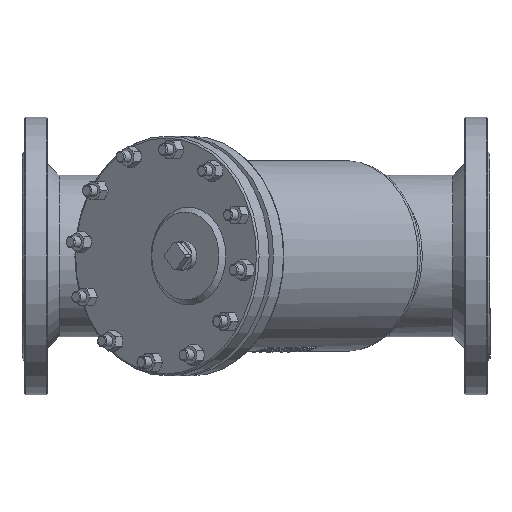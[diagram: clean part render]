
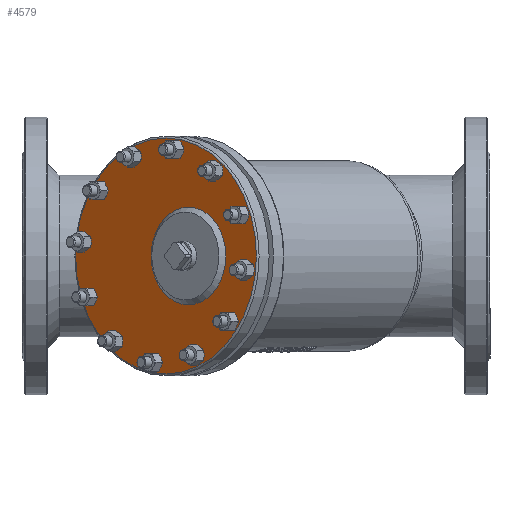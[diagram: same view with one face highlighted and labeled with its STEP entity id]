
A CAD part, front view. The second image highlights one B-rep face of the part: STEP entity #4579.
In plain terms, the highlighted planar face has unit normal (-0.643, -0.766, 0).
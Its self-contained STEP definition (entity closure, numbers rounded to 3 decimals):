
#159=FACE_BOUND('',#902,.T.);
#160=FACE_BOUND('',#903,.T.);
#161=FACE_BOUND('',#904,.T.);
#162=FACE_BOUND('',#905,.T.);
#163=FACE_BOUND('',#906,.T.);
#164=FACE_BOUND('',#907,.T.);
#165=FACE_BOUND('',#908,.T.);
#166=FACE_BOUND('',#909,.T.);
#167=FACE_BOUND('',#910,.T.);
#168=FACE_BOUND('',#911,.T.);
#169=FACE_BOUND('',#912,.T.);
#170=FACE_BOUND('',#913,.T.);
#171=FACE_BOUND('',#914,.T.);
#387=PLANE('',#4989);
#637=FACE_OUTER_BOUND('',#901,.T.);
#901=EDGE_LOOP('',(#3401));
#902=EDGE_LOOP('',(#3402));
#903=EDGE_LOOP('',(#3403));
#904=EDGE_LOOP('',(#3404));
#905=EDGE_LOOP('',(#3405));
#906=EDGE_LOOP('',(#3406));
#907=EDGE_LOOP('',(#3407));
#908=EDGE_LOOP('',(#3408));
#909=EDGE_LOOP('',(#3409));
#910=EDGE_LOOP('',(#3410));
#911=EDGE_LOOP('',(#3411));
#912=EDGE_LOOP('',(#3412));
#913=EDGE_LOOP('',(#3413));
#914=EDGE_LOOP('',(#3414));
#1531=CIRCLE('',#4983,121.);
#1536=CIRCLE('',#4990,6.);
#1537=CIRCLE('',#4991,6.);
#1538=CIRCLE('',#4992,6.);
#1539=CIRCLE('',#4993,6.);
#1540=CIRCLE('',#4994,6.);
#1541=CIRCLE('',#4995,6.);
#1542=CIRCLE('',#4996,6.);
#1543=CIRCLE('',#4997,6.);
#1544=CIRCLE('',#4998,6.);
#1545=CIRCLE('',#4999,6.);
#1546=CIRCLE('',#5000,6.);
#1547=CIRCLE('',#5001,6.);
#1548=CIRCLE('',#5002,50.);
#1955=VERTEX_POINT('',#8682);
#1959=VERTEX_POINT('',#8694);
#1960=VERTEX_POINT('',#8696);
#1961=VERTEX_POINT('',#8698);
#1962=VERTEX_POINT('',#8700);
#1963=VERTEX_POINT('',#8702);
#1964=VERTEX_POINT('',#8704);
#1965=VERTEX_POINT('',#8706);
#1966=VERTEX_POINT('',#8708);
#1967=VERTEX_POINT('',#8710);
#1968=VERTEX_POINT('',#8712);
#1969=VERTEX_POINT('',#8714);
#1970=VERTEX_POINT('',#8716);
#1971=VERTEX_POINT('',#8718);
#2475=EDGE_CURVE('',#1955,#1955,#1531,.T.);
#2481=EDGE_CURVE('',#1959,#1959,#1536,.T.);
#2482=EDGE_CURVE('',#1960,#1960,#1537,.T.);
#2483=EDGE_CURVE('',#1961,#1961,#1538,.T.);
#2484=EDGE_CURVE('',#1962,#1962,#1539,.T.);
#2485=EDGE_CURVE('',#1963,#1963,#1540,.T.);
#2486=EDGE_CURVE('',#1964,#1964,#1541,.T.);
#2487=EDGE_CURVE('',#1965,#1965,#1542,.T.);
#2488=EDGE_CURVE('',#1966,#1966,#1543,.T.);
#2489=EDGE_CURVE('',#1967,#1967,#1544,.T.);
#2490=EDGE_CURVE('',#1968,#1968,#1545,.T.);
#2491=EDGE_CURVE('',#1969,#1969,#1546,.T.);
#2492=EDGE_CURVE('',#1970,#1970,#1547,.T.);
#2493=EDGE_CURVE('',#1971,#1971,#1548,.T.);
#3401=ORIENTED_EDGE('',*,*,#2475,.F.);
#3402=ORIENTED_EDGE('',*,*,#2481,.T.);
#3403=ORIENTED_EDGE('',*,*,#2482,.T.);
#3404=ORIENTED_EDGE('',*,*,#2483,.T.);
#3405=ORIENTED_EDGE('',*,*,#2484,.T.);
#3406=ORIENTED_EDGE('',*,*,#2485,.T.);
#3407=ORIENTED_EDGE('',*,*,#2486,.T.);
#3408=ORIENTED_EDGE('',*,*,#2487,.T.);
#3409=ORIENTED_EDGE('',*,*,#2488,.T.);
#3410=ORIENTED_EDGE('',*,*,#2489,.T.);
#3411=ORIENTED_EDGE('',*,*,#2490,.T.);
#3412=ORIENTED_EDGE('',*,*,#2491,.T.);
#3413=ORIENTED_EDGE('',*,*,#2492,.T.);
#3414=ORIENTED_EDGE('',*,*,#2493,.T.);
#4579=ADVANCED_FACE('',(#637,#159,#160,#161,#162,#163,#164,#165,#166,#167,
#168,#169,#170,#171),#387,.T.);
#4983=AXIS2_PLACEMENT_3D('',#8683,#5889,#5890);
#4989=AXIS2_PLACEMENT_3D('',#8693,#5902,#5903);
#4990=AXIS2_PLACEMENT_3D('',#8695,#5904,#5905);
#4991=AXIS2_PLACEMENT_3D('',#8697,#5906,#5907);
#4992=AXIS2_PLACEMENT_3D('',#8699,#5908,#5909);
#4993=AXIS2_PLACEMENT_3D('',#8701,#5910,#5911);
#4994=AXIS2_PLACEMENT_3D('',#8703,#5912,#5913);
#4995=AXIS2_PLACEMENT_3D('',#8705,#5914,#5915);
#4996=AXIS2_PLACEMENT_3D('',#8707,#5916,#5917);
#4997=AXIS2_PLACEMENT_3D('',#8709,#5918,#5919);
#4998=AXIS2_PLACEMENT_3D('',#8711,#5920,#5921);
#4999=AXIS2_PLACEMENT_3D('',#8713,#5922,#5923);
#5000=AXIS2_PLACEMENT_3D('',#8715,#5924,#5925);
#5001=AXIS2_PLACEMENT_3D('',#8717,#5926,#5927);
#5002=AXIS2_PLACEMENT_3D('',#8719,#5928,#5929);
#5889=DIRECTION('center_axis',(0.643,0.766,0.));
#5890=DIRECTION('ref_axis',(-0.766,0.643,0.));
#5902=DIRECTION('center_axis',(-0.643,-0.766,0.));
#5903=DIRECTION('ref_axis',(0.,0.,
1.));
#5904=DIRECTION('center_axis',(0.643,0.766,0.));
#5905=DIRECTION('ref_axis',(0.766,-0.643,0.));
#5906=DIRECTION('center_axis',(0.643,0.766,0.));
#5907=DIRECTION('ref_axis',(0.766,-0.643,0.));
#5908=DIRECTION('center_axis',(0.643,0.766,0.));
#5909=DIRECTION('ref_axis',(0.766,-0.643,0.));
#5910=DIRECTION('center_axis',(0.643,0.766,0.));
#5911=DIRECTION('ref_axis',(0.766,-0.643,0.));
#5912=DIRECTION('center_axis',(0.643,0.766,0.));
#5913=DIRECTION('ref_axis',(0.766,-0.643,0.));
#5914=DIRECTION('center_axis',(0.643,0.766,0.));
#5915=DIRECTION('ref_axis',(0.766,-0.643,0.));
#5916=DIRECTION('center_axis',(0.643,0.766,0.));
#5917=DIRECTION('ref_axis',(0.766,-0.643,0.));
#5918=DIRECTION('center_axis',(0.643,0.766,0.));
#5919=DIRECTION('ref_axis',(0.766,-0.643,0.));
#5920=DIRECTION('center_axis',(0.643,0.766,0.));
#5921=DIRECTION('ref_axis',(0.766,-0.643,0.));
#5922=DIRECTION('center_axis',(0.643,0.766,0.));
#5923=DIRECTION('ref_axis',(0.766,-0.643,0.));
#5924=DIRECTION('center_axis',(0.643,0.766,0.));
#5925=DIRECTION('ref_axis',(0.766,-0.643,0.));
#5926=DIRECTION('center_axis',(0.643,0.766,0.));
#5927=DIRECTION('ref_axis',(0.766,-0.643,0.));
#5928=DIRECTION('center_axis',(0.643,0.766,0.));
#5929=DIRECTION('ref_axis',(0.766,-0.643,0.));
#8682=CARTESIAN_POINT('',(-306.335,-245.9,-121.));
#8683=CARTESIAN_POINT('Origin',(-306.335,-245.9,0.));
#8693=CARTESIAN_POINT('Origin',(-306.335,-245.9,0.));
#8694=CARTESIAN_POINT('',(-321.93,-232.814,-109.059));
#8695=CARTESIAN_POINT('Origin',(-317.334,-236.671,-109.059));
#8696=CARTESIAN_POINT('',(-388.782,-176.719,-42.095));
#8697=CARTESIAN_POINT('Origin',(-384.185,-180.576,-42.095));
#8698=CARTESIAN_POINT('',(-299.932,-251.273,109.059));
#8699=CARTESIAN_POINT('Origin',(-295.336,-255.129,109.059));
#8700=CARTESIAN_POINT('',(-233.08,-307.368,42.095));
#8701=CARTESIAN_POINT('Origin',(-228.484,-311.225,42.095));
#8702=CARTESIAN_POINT('',(-394.475,-171.942,14.358));
#8703=CARTESIAN_POINT('Origin',(-389.879,-175.799,14.358));
#8704=CARTESIAN_POINT('',(-227.387,-312.145,-14.358));
#8705=CARTESIAN_POINT('Origin',(-222.791,-316.002,-14.358));
#8706=CARTESIAN_POINT('',(-278.684,-269.102,-101.627));
#8707=CARTESIAN_POINT('Origin',(-274.088,-272.959,-101.627));
#8708=CARTESIAN_POINT('',(-362.228,-199.,-87.269));
#8709=CARTESIAN_POINT('Origin',(-357.632,-202.857,-87.269));
#8710=CARTESIAN_POINT('',(-259.634,-285.087,87.269));
#8711=CARTESIAN_POINT('Origin',(-255.038,-288.944,87.269));
#8712=CARTESIAN_POINT('',(-343.178,-214.985,101.627));
#8713=CARTESIAN_POINT('Origin',(-338.582,-218.842,101.627));
#8714=CARTESIAN_POINT('',(-377.783,-185.948,66.964));
#8715=CARTESIAN_POINT('Origin',(-373.187,-189.805,66.964));
#8716=CARTESIAN_POINT('',(-244.079,-298.139,-66.964));
#8717=CARTESIAN_POINT('Origin',(-239.483,-301.996,-66.964));
#8718=CARTESIAN_POINT('',(-244.972,-297.39,0.));
#8719=CARTESIAN_POINT('Origin',(-283.274,-265.251,0.));
